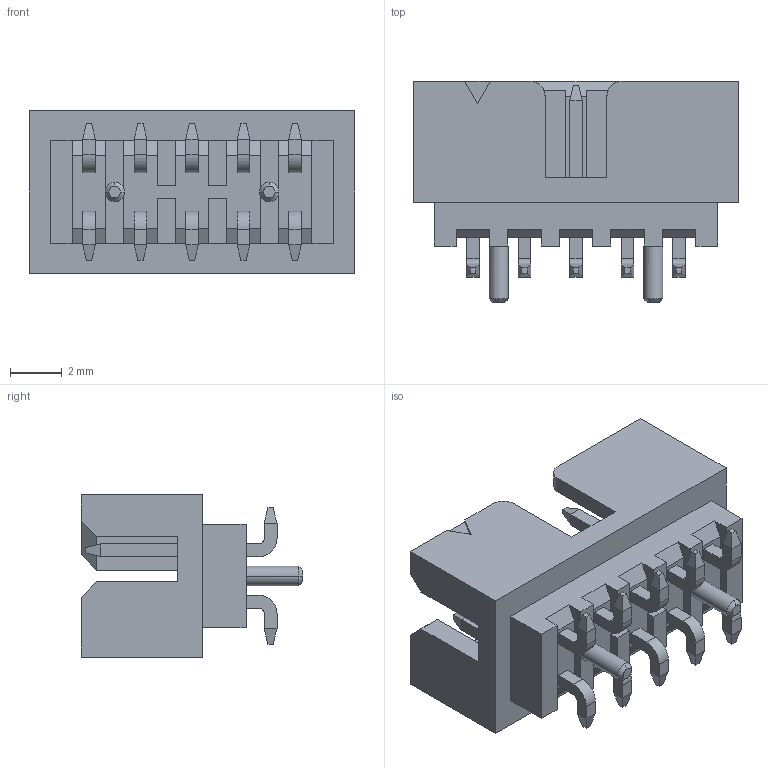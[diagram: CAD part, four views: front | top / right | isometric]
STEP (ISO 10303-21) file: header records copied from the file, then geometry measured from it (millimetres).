
FILE_DESCRIPTION(('STEP AP214'),'1');
FILE_NAME('87832-1021.stp','2017-05-17T15:25:18',('TraceParts'),('TraceParts S.A.'),'Spatial InterOp 3D',' ',' ');
FILE_SCHEMA(('automotive_design'));
Length unit declared in the file: millimetre
Products named in the file (2): 87832-1021_1; 1
Bounding box: 12.65 x 8.6 x 6.3 mm (x, y, z)
Volume: 235.7 mm3; surface area: 637.5 mm2
Topology: 1 solids, 1 shells, 447 faces, 1152 edges, 784 vertices
Faces by surface type: plane 413, cylinder 26, cone 8
Entity records: 13209 total; most frequent: CARTESIAN_POINT 2303, ORIENTED_EDGE 2212, DIRECTION 2124, EDGE_CURVE 1106, LINE 1074, VECTOR 1074, VERTEX_POINT 692, AXIS2_PLACEMENT_3D 525
